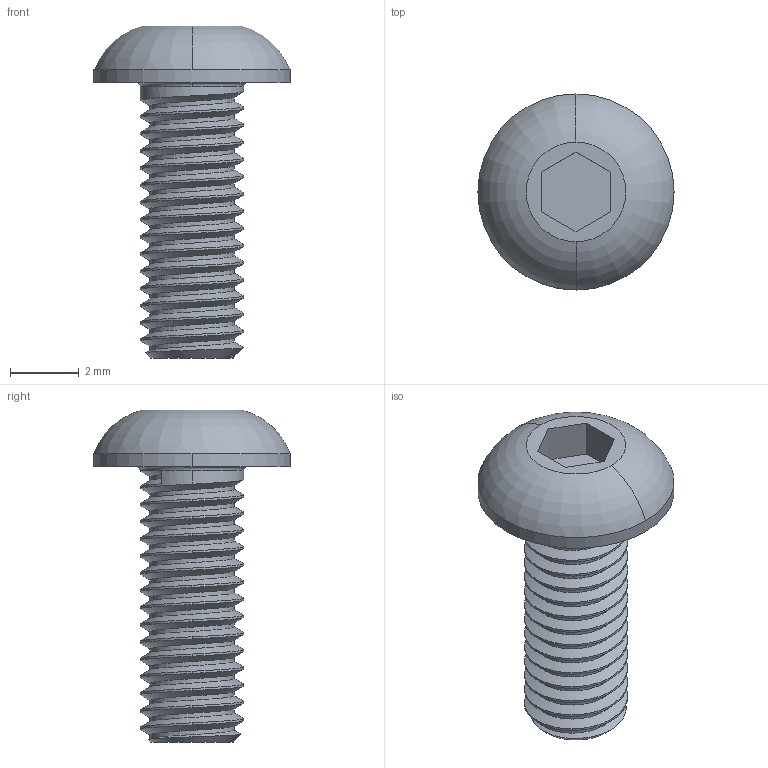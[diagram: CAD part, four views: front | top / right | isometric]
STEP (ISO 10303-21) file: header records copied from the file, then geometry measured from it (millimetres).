
FILE_DESCRIPTION (( 'STEP AP214' ), '1' );
FILE_NAME ('brass_button-head_screw_m3x8_threaded.STEP', '2022-01-04T10:19:24', ( '' ), ( '' ), 'SwSTEP 2.0', 'SolidWorks 2021', '' );
FILE_SCHEMA (( 'AUTOMOTIVE_DESIGN' ));
Length unit declared in the file: millimetre
Products named in the file (1): brass_button-head_screw_m3x8_threaded
Bounding box: 5.7 x 5.7 x 9.65 mm (x, y, z)
Volume: 75.2 mm3; surface area: 180.2 mm2
Topology: 1 solids, 1 shells, 58 faces, 155 edges, 101 vertices
Faces by surface type: cylinder 33, plane 11, bspline 7, torus 4, cone 3
Entity records: 6786 total; most frequent: CARTESIAN_POINT 5507, ORIENTED_EDGE 310, DIRECTION 203, EDGE_CURVE 155, VERTEX_POINT 101, AXIS2_PLACEMENT_3D 75, EDGE_LOOP 60, FACE_OUTER_BOUND 58
